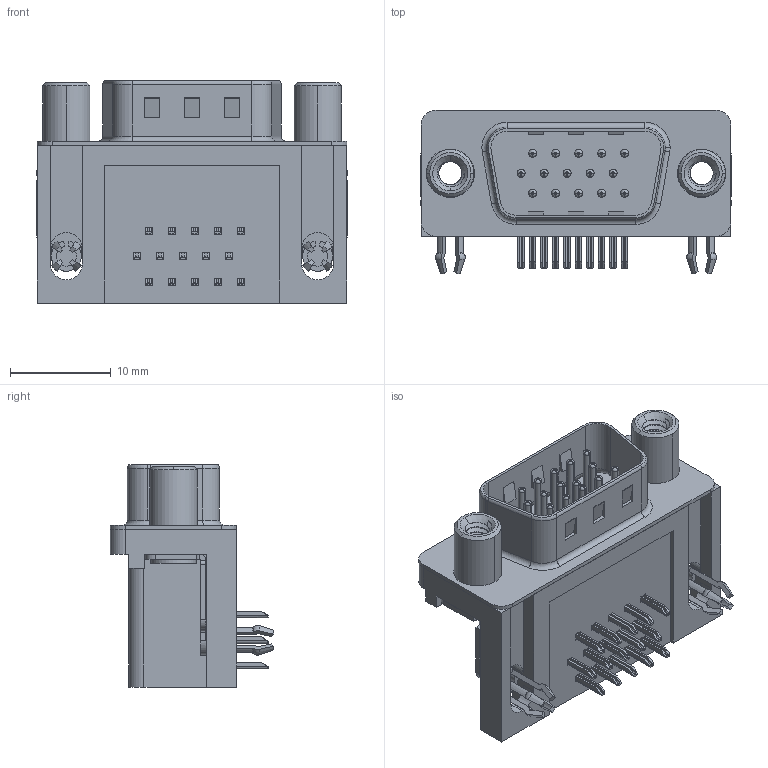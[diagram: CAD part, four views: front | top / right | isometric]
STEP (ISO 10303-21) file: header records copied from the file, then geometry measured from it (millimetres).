
FILE_DESCRIPTION (( 'STEP AP203' ), '1' );
FILE_NAME ('633-015-273-040.STEP', '2018-11-08T19:55:42', ( '' ), ( '' ), 'SwSTEP 2.0', 'SolidWorks 2016', '' );
FILE_SCHEMA (( 'CONFIG_CONTROL_DESIGN' ));
Length unit declared in the file: millimetre
Products named in the file (9): 633 Round Threaded Standoff; 633-015-273-040; 633 Housing_15 Contact; 633 Shell_15 Contact; 633 Contact Bottom; 633 Contact Middle; 633 Contact Top; 633 4 Prong Board Lock; 633 Contact Middle_Recessed
Assembly tree (21 placements, depth 2):
  633-015-273-040
    633 Housing_15 Contact
    633 Shell_15 Contact
    633 Contact Bottom  x5
    633 Contact Middle  x4
    633 Contact Top  x5
    633 4 Prong Board Lock  x2
    633 Contact Middle_Recessed
    633 Round Threaded Standoff  x2
Bounding box: 30.89 x 16.25 x 22.1 mm (x, y, z)
Volume: 4172.9 mm3; surface area: 5694.6 mm2
Topology: 21 solids, 21 shells, 1557 faces, 3941 edges, 2461 vertices
Faces by surface type: plane 895, cylinder 457, torus 137, cone 52, bspline 16
Entity records: 24074 total; most frequent: CARTESIAN_POINT 5603, DIRECTION 3685, ORIENTED_EDGE 3530, EDGE_CURVE 1765, AXIS2_PLACEMENT_3D 1281, VERTEX_POINT 1123, LINE 1123, VECTOR 1123
